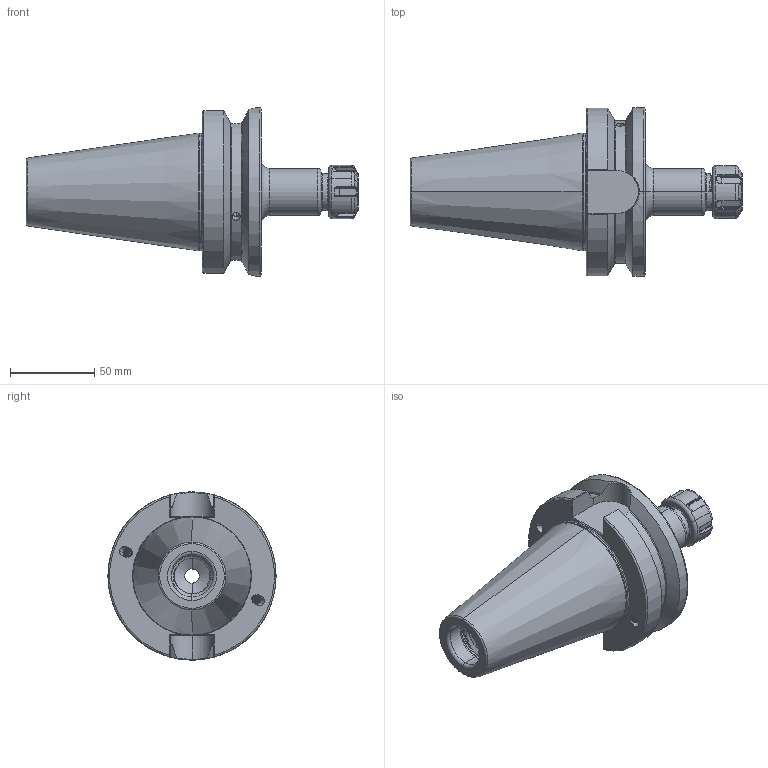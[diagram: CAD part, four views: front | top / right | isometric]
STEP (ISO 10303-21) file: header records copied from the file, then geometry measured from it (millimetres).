
FILE_DESCRIPTION (( 'STEP AP203' ), '1' );
FILE_NAME ('506.02.10.1.STEP', '2016-11-26T00:35:08', ( '' ), ( '' ), 'SwSTEP 2.0', 'SolidWorks 2012', '' );
FILE_SCHEMA (( 'CONFIG_CONTROL_DESIGN' ));
Length unit declared in the file: millimetre
Products named in the file (3): 2-01.100.0160180C7_ER16螺帽(六溝); 506.02.10.1
Assembly tree (2 placements, depth 2):
  506.02.10.1
    506.02.10.1
    2-01.100.0160180C7_ER16螺帽(六溝)
Bounding box: 197.38 x 100 x 100 mm (x, y, z)
Volume: 472021.4 mm3; surface area: 68428.5 mm2
Topology: 2 solids, 2 shells, 445 faces, 1147 edges, 706 vertices
Faces by surface type: cylinder 195, bspline 82, plane 80, torus 59, cone 29
Entity records: 29653 total; most frequent: CARTESIAN_POINT 20149, ORIENTED_EDGE 2286, DIRECTION 1485, EDGE_CURVE 1143, VERTEX_POINT 706, AXIS2_PLACEMENT_3D 576, EDGE_LOOP 461, FACE_OUTER_BOUND 445
